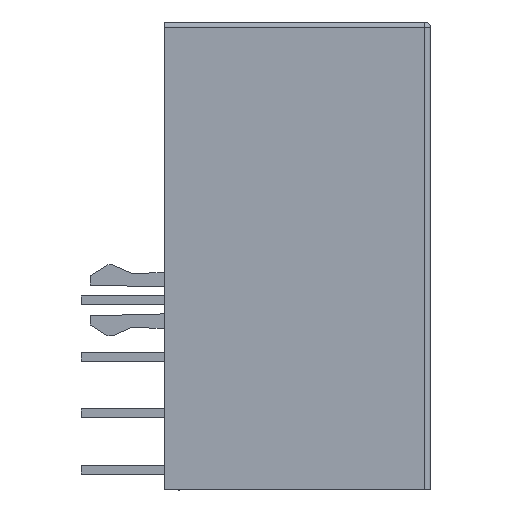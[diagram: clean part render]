
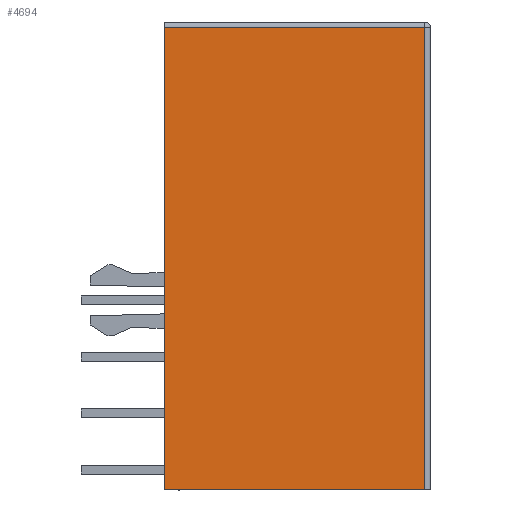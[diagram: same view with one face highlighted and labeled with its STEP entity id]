
A CAD part, left-side view. The second image highlights one B-rep face of the part: STEP entity #4694.
In plain terms, the highlighted planar face has unit normal (-1, 0, 0).
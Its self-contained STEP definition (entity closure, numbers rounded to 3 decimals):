
#934 = CARTESIAN_POINT ( 'NONE',  ( -15.825, 5., -15.8 ) ) ;
#1009 = CARTESIAN_POINT ( 'NONE',  ( -15.825, 5., -0.2 ) ) ;
#1010 = DIRECTION ( 'NONE',  ( 0., 0., 1. ) ) ;
#1011 = VECTOR ( 'NONE', #1010, 1000. ) ;
#1012 = CARTESIAN_POINT ( 'NONE',  ( -15.825, 5., -15.8 ) ) ;
#1013 = LINE ( 'NONE', #1012, #1011 ) ;
#4694 = ADVANCED_FACE ( 'NONE', ( #6504 ), #6503, .T. ) ;
#4695 = EDGE_LOOP ( 'NONE', ( #4696, #4699, #4701, #4702 ) ) ;
#4696 = ORIENTED_EDGE ( 'NONE', *, *, #4697, .T. ) ;
#4697 = EDGE_CURVE ( 'NONE', #4757, #4698, #6501, .T. ) ;
#4698 = VERTEX_POINT ( 'NONE', #6494 ) ;
#4699 = ORIENTED_EDGE ( 'NONE', *, *, #4700, .T. ) ;
#4700 = EDGE_CURVE ( 'NONE', #4698, #7105, #6493, .T. ) ;
#4701 = ORIENTED_EDGE ( 'NONE', *, *, #7104, .F. ) ;
#4702 = ORIENTED_EDGE ( 'NONE', *, *, #4759, .T. ) ;
#4757 = VERTEX_POINT ( 'NONE', #6518 ) ;
#4759 = EDGE_CURVE ( 'NONE', #7086, #4757, #6517, .T. ) ;
#6490 = DIRECTION ( 'NONE',  ( 0., 1., 0. ) ) ;
#6491 = VECTOR ( 'NONE', #6490, 1000. ) ;
#6492 = CARTESIAN_POINT ( 'NONE',  ( -15.825, 5., -0.2 ) ) ;
#6493 = LINE ( 'NONE', #6492, #6491 ) ;
#6494 = CARTESIAN_POINT ( 'NONE',  ( -15.825, -3.8, -0.2 ) ) ;
#6495 = DIRECTION ( 'NONE',  ( 0., 0., 1. ) ) ;
#6496 = VECTOR ( 'NONE', #6495, 1000. ) ;
#6497 = CARTESIAN_POINT ( 'NONE',  ( -15.825, -3.8, -15.8 ) ) ;
#6498 = DIRECTION ( 'NONE',  ( 0., 0., 1. ) ) ;
#6499 = DIRECTION ( 'NONE',  ( -1., 0., 0. ) ) ;
#6500 = AXIS2_PLACEMENT_3D ( 'NONE', #6502, #6499, #6498 ) ;
#6501 = LINE ( 'NONE', #6497, #6496 ) ;
#6502 = CARTESIAN_POINT ( 'NONE',  ( -15.825, 5., -15.8 ) ) ;
#6503 = PLANE ( 'NONE',  #6500 ) ;
#6504 = FACE_OUTER_BOUND ( 'NONE', #4695, .T. ) ;
#6514 = DIRECTION ( 'NONE',  ( 0., -1., 0. ) ) ;
#6515 = VECTOR ( 'NONE', #6514, 1000. ) ;
#6516 = CARTESIAN_POINT ( 'NONE',  ( -15.825, 5., -15.8 ) ) ;
#6517 = LINE ( 'NONE', #6516, #6515 ) ;
#6518 = CARTESIAN_POINT ( 'NONE',  ( -15.825, -3.8, -15.8 ) ) ;
#7086 = VERTEX_POINT ( 'NONE', #934 ) ;
#7104 = EDGE_CURVE ( 'NONE', #7086, #7105, #1013, .T. ) ;
#7105 = VERTEX_POINT ( 'NONE', #1009 ) ;
